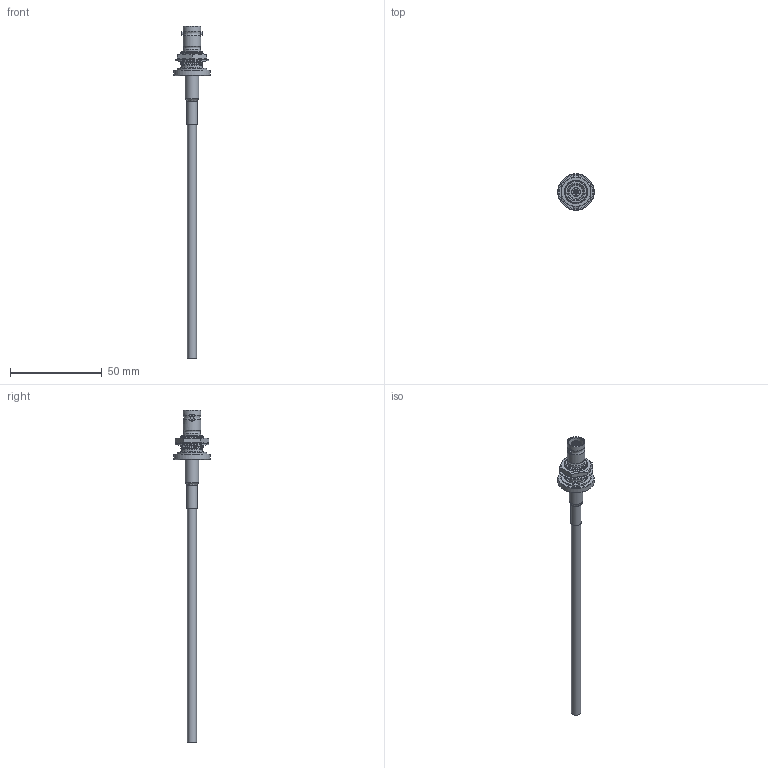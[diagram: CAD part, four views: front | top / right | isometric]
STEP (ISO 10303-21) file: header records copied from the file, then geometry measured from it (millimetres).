
FILE_DESCRIPTION (( 'STEP AP203' ), '1' );
FILE_NAME ('PE3C7674-HS_3D.step', '2020-10-01T17:05:14', ( '' ), ( '' ), 'SwSTEP 2.0', 'SolidWorks 2018', '' );
FILE_SCHEMA (( 'CONFIG_CONTROL_DESIGN' ));
Length unit declared in the file: inch
Products named in the file (3): PE3C7674-HS_3D; RG58CU^PE3C7674-HS_RG58; PE44108^PE3C7674-HS_Heat Shrink
Assembly tree (2 placements, depth 2):
  PE3C7674-HS_3D
    RG58CU^PE3C7674-HS_RG58
    PE44108^PE3C7674-HS_Heat Shrink
Bounding box: 19.85 x 19.85 x 180.79 mm (x, y, z)
Volume: 6484.2 mm3; surface area: 6036.7 mm2
Topology: 5 solids, 5 shells, 208 faces, 583 edges, 394 vertices
Faces by surface type: bspline 77, plane 56, cylinder 44, cone 30, torus 1
Full cylindrical faces by diameter (mm): 1.295 x1, 1.918 x2, 2.159 x1, 2.337 x1, 4.724 x1, 4.953 x1, 5.715 x1, 7.239 x1, 7.416 x1, 9.652 x3, 12.7 x1, 13.04 x1, 16.309 x1, 16.671 x1, 18.339 x1, 19.845 x1
Entity records: 20294 total; most frequent: CARTESIAN_POINT 15611, ORIENTED_EDGE 1092, DIRECTION 628, EDGE_CURVE 546, VERTEX_POINT 384, AXIS2_PLACEMENT_3D 267, B_SPLINE_CURVE_WITH_KNOTS 259, EDGE_LOOP 250
